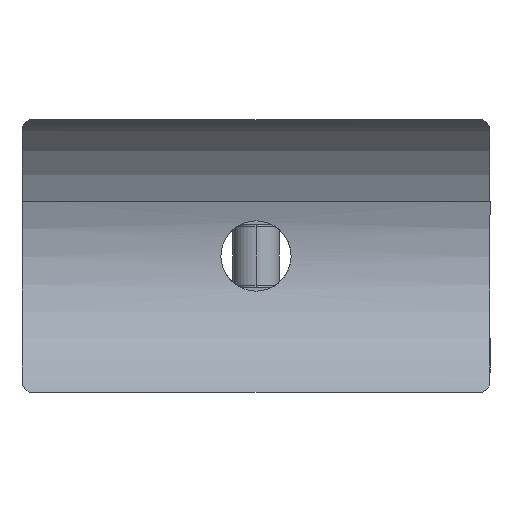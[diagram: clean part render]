
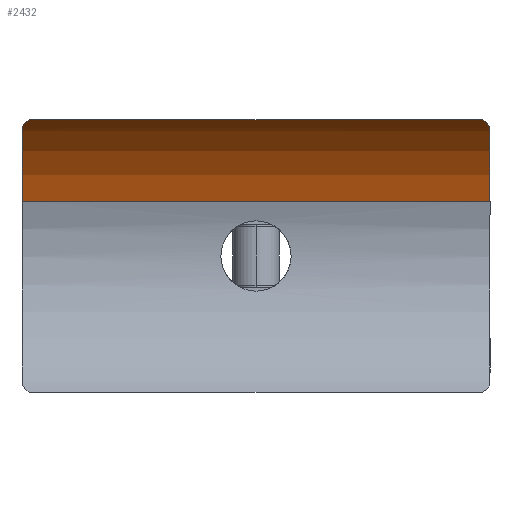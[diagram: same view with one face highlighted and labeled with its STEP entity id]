
A CAD part, left-side view. The second image highlights one B-rep face of the part: STEP entity #2432.
In plain terms, the highlighted cylindrical face has radius 21.2 mm (diameter 42.4 mm), a partial arc.
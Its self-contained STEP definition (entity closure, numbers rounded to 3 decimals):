
#35 = LINE ( 'NONE', #4502, #2161 ) ;
#264 = VERTEX_POINT ( 'NONE', #1793 ) ;
#365 = CARTESIAN_POINT ( 'NONE',  ( -56.189, 30., 7. ) ) ;
#467 = CARTESIAN_POINT ( 'NONE',  ( -63.212, -29.83, 16.757 ) ) ;
#490 = CARTESIAN_POINT ( 'NONE',  ( -63.036, -29.893, 16.62 ) ) ;
#512 = CARTESIAN_POINT ( 'NONE',  ( -63.552, -29.657, 17.015 ) ) ;
#680 = EDGE_CURVE ( 'NONE', #1804, #264, #35, .T. ) ;
#754 = CARTESIAN_POINT ( 'NONE',  ( -64.013, 29.26, 17.347 ) ) ;
#781 = DIRECTION ( 'NONE',  ( 0., 1., 0. ) ) ;
#792 = DIRECTION ( 'NONE',  ( 1., 0., 0. ) ) ;
#803 = DIRECTION ( 'NONE',  ( 0., -1., 0. ) ) ;
#811 = CARTESIAN_POINT ( 'NONE',  ( -64.011, -29.262, 17.346 ) ) ;
#838 = CARTESIAN_POINT ( 'NONE',  ( -64.234, -28.889, 17.5 ) ) ;
#843 = CARTESIAN_POINT ( 'NONE',  ( -64.234, 28.889, 17.5 ) ) ;
#844 = AXIS2_PLACEMENT_3D ( 'NONE', #2586, #1131, #792 ) ;
#866 = B_SPLINE_CURVE_WITH_KNOTS ( 'NONE', 3,
 ( #1468, #4061, #4470, #754, #1145, #2621, #2264, #3295, #2935, #1444, #4427, #4112 ),
 .UNSPECIFIED., .F., .F.,
 ( 4, 2, 2, 2, 2, 4 ),
 ( 0., 0., 0.001, 0.001, 0.002, 0.003 ),
 .UNSPECIFIED. ) ;
#891 = CARTESIAN_POINT ( 'NONE',  ( -76.2, -39., 0. ) ) ;
#1007 = VERTEX_POINT ( 'NONE', #843 ) ;
#1083 = DIRECTION ( 'NONE',  ( -1., 0., 0. ) ) ;
#1131 = DIRECTION ( 'NONE',  ( 0., -1., 0. ) ) ;
#1145 = CARTESIAN_POINT ( 'NONE',  ( -63.941, 29.338, 17.297 ) ) ;
#1170 = EDGE_CURVE ( 'NONE', #1804, #4656, #1778, .T. ) ;
#1251 = EDGE_CURVE ( 'NONE', #2627, #2728, #1262, .T. ) ;
#1262 = B_SPLINE_CURVE_WITH_KNOTS ( 'NONE', 3,
 ( #4223, #1550, #4538, #490, #467, #512, #1579, #3508, #811, #2326, #4593, #838 ),
 .UNSPECIFIED., .F., .F.,
 ( 4, 2, 2, 2, 2, 4 ),
 ( 0., 0.001, 0.001, 0.002, 0.002, 0.003 ),
 .UNSPECIFIED. ) ;
#1374 = CARTESIAN_POINT ( 'NONE',  ( -62.339, 30., 16.041 ) ) ;
#1444 = CARTESIAN_POINT ( 'NONE',  ( -62.691, 29.978, 16.34 ) ) ;
#1452 = DIRECTION ( 'NONE',  ( 0., 1., 0. ) ) ;
#1468 = CARTESIAN_POINT ( 'NONE',  ( -64.234, 28.889, 17.5 ) ) ;
#1550 = CARTESIAN_POINT ( 'NONE',  ( -62.514, -30., 16.192 ) ) ;
#1579 = CARTESIAN_POINT ( 'NONE',  ( -63.716, -29.548, 17.136 ) ) ;
#1778 = CIRCLE ( 'NONE', #844, 21.2 ) ;
#1793 = CARTESIAN_POINT ( 'NONE',  ( -56.189, -30., 7. ) ) ;
#1804 = VERTEX_POINT ( 'NONE', #365 ) ;
#1810 = ORIENTED_EDGE ( 'NONE', *, *, #680, .T. ) ;
#2161 = VECTOR ( 'NONE', #803, 1000. ) ;
#2264 = CARTESIAN_POINT ( 'NONE',  ( -63.553, 29.656, 17.016 ) ) ;
#2289 = ORIENTED_EDGE ( 'NONE', *, *, #4675, .T. ) ;
#2326 = CARTESIAN_POINT ( 'NONE',  ( -64.137, -29.089, 17.433 ) ) ;
#2335 = CYLINDRICAL_SURFACE ( 'NONE', #3800, 21.2 ) ;
#2432 = ADVANCED_FACE ( 'NONE', ( #4155 ), #2335, .F. ) ;
#2557 = ORIENTED_EDGE ( 'NONE', *, *, #3113, .F. ) ;
#2586 = CARTESIAN_POINT ( 'NONE',  ( -76.2, 30., 0. ) ) ;
#2621 = CARTESIAN_POINT ( 'NONE',  ( -63.718, 29.547, 17.137 ) ) ;
#2627 = VERTEX_POINT ( 'NONE', #2810 ) ;
#2658 = CARTESIAN_POINT ( 'NONE',  ( -64.234, -28.889, 17.5 ) ) ;
#2674 = EDGE_LOOP ( 'NONE', ( #2557, #3009, #2289, #3471, #4085, #1810 ) ) ;
#2728 = VERTEX_POINT ( 'NONE', #2658 ) ;
#2810 = CARTESIAN_POINT ( 'NONE',  ( -62.339, -30., 16.041 ) ) ;
#2935 = CARTESIAN_POINT ( 'NONE',  ( -63.041, 29.892, 16.623 ) ) ;
#2985 = VECTOR ( 'NONE', #781, 1000. ) ;
#3009 = ORIENTED_EDGE ( 'NONE', *, *, #1251, .T. ) ;
#3113 = EDGE_CURVE ( 'NONE', #2627, #264, #4816, .T. ) ;
#3295 = CARTESIAN_POINT ( 'NONE',  ( -63.213, 29.829, 16.758 ) ) ;
#3462 = DIRECTION ( 'NONE',  ( 0., 0., 1. ) ) ;
#3471 = ORIENTED_EDGE ( 'NONE', *, *, #4751, .T. ) ;
#3508 = CARTESIAN_POINT ( 'NONE',  ( -63.941, -29.339, 17.296 ) ) ;
#3702 = CARTESIAN_POINT ( 'NONE',  ( -76.2, -30., 0. ) ) ;
#3800 = AXIS2_PLACEMENT_3D ( 'NONE', #891, #4520, #3462 ) ;
#4061 = CARTESIAN_POINT ( 'NONE',  ( -64.192, 28.994, 17.471 ) ) ;
#4085 = ORIENTED_EDGE ( 'NONE', *, *, #1170, .F. ) ;
#4112 = CARTESIAN_POINT ( 'NONE',  ( -62.339, 30., 16.041 ) ) ;
#4119 = AXIS2_PLACEMENT_3D ( 'NONE', #3702, #1452, #1083 ) ;
#4155 = FACE_OUTER_BOUND ( 'NONE', #2674, .T. ) ;
#4223 = CARTESIAN_POINT ( 'NONE',  ( -62.339, -30., 16.041 ) ) ;
#4335 = CARTESIAN_POINT ( 'NONE',  ( -64.234, -39., 17.5 ) ) ;
#4427 = CARTESIAN_POINT ( 'NONE',  ( -62.513, 30., 16.192 ) ) ;
#4470 = CARTESIAN_POINT ( 'NONE',  ( -64.138, 29.088, 17.434 ) ) ;
#4502 = CARTESIAN_POINT ( 'NONE',  ( -56.189, -39., 7. ) ) ;
#4520 = DIRECTION ( 'NONE',  ( 0., 1., 0. ) ) ;
#4538 = CARTESIAN_POINT ( 'NONE',  ( -62.688, -29.978, 16.338 ) ) ;
#4593 = CARTESIAN_POINT ( 'NONE',  ( -64.192, -28.994, 17.472 ) ) ;
#4656 = VERTEX_POINT ( 'NONE', #1374 ) ;
#4675 = EDGE_CURVE ( 'NONE', #2728, #1007, #4679, .T. ) ;
#4679 = LINE ( 'NONE', #4335, #2985 ) ;
#4751 = EDGE_CURVE ( 'NONE', #1007, #4656, #866, .T. ) ;
#4816 = CIRCLE ( 'NONE', #4119, 21.2 ) ;
